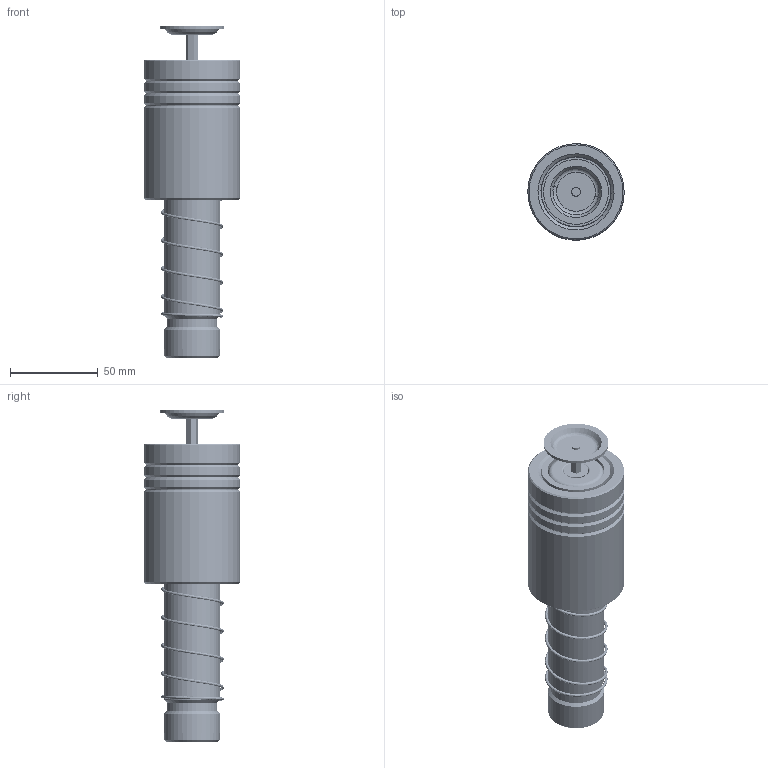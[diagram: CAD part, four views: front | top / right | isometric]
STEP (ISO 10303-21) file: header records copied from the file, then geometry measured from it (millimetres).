
FILE_DESCRIPTION (( 'STEP AP214' ), '1' );
FILE_NAME ('EMJH EMSH-D32-L170£¨BL-80£©.STEP', '2021-09-20T06:23:39', ( '' ), ( '' ), 'SwSTEP 2.0', 'SolidWorks 2016', '' );
FILE_SCHEMA (( 'AUTOMOTIVE_DESIGN' ));
Length unit declared in the file: millimetre
Products named in the file (315): BALL-D4; MGM-D32-L170; GTM-M12蹟簽; TBB-D55-d40-L80; EMJH EMSH-D32-L170（BL-80）; GTM-37郪蚾; GTM-37; GTM-3-縐种; BSH-39.5-32.5-L75; BSH-D39.5-32.5-L75郪蚾; HWP-D35.7-d32.5-L70
Assembly tree (308 placements, depth 3):
  BALL-D4
  MGM-D32-L170
  BALL-D4
  BALL-D4
  BALL-D4
Bounding box: 54.97 x 54.98 x 189.36 mm (x, y, z)
Volume: 250349.8 mm3; surface area: 98083 mm2
Topology: 301 solids, 301 shells, 1345 faces, 5764 edges, 3833 vertices
Faces by surface type: sphere 1176, cylinder 50, plane 41, cone 34, torus 22, bspline 22
Entity records: 62585 total; most frequent: CARTESIAN_POINT 37233, ORIENTED_EDGE 4450, DIRECTION 3772, EDGE_CURVE 2225, AXIS2_PLACEMENT_3D 1800, VERTEX_POINT 1461, EDGE_LOOP 1334, B_SPLINE_CURVE_WITH_KNOTS 1288
